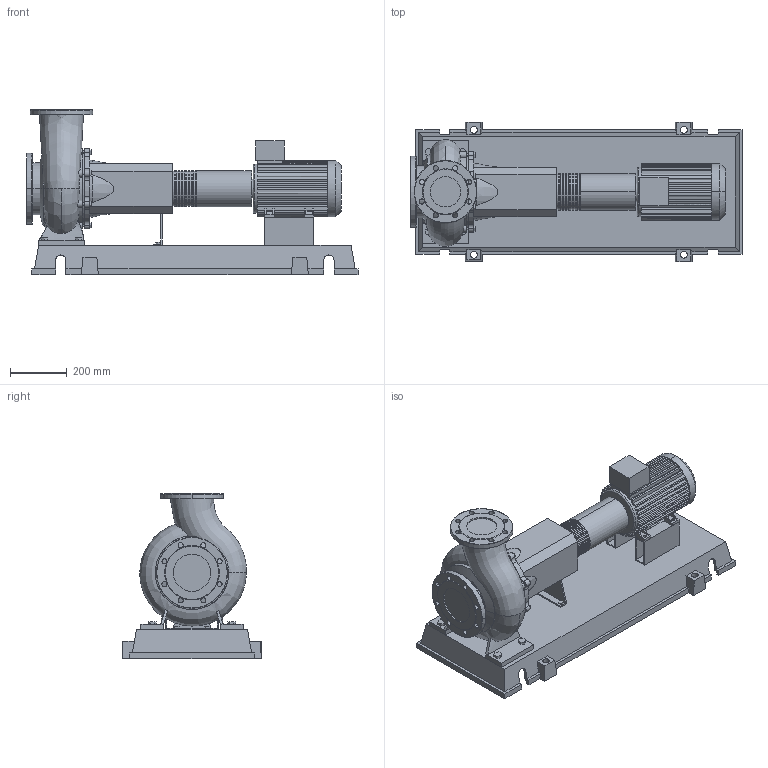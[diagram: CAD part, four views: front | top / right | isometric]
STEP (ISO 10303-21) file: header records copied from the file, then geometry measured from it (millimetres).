
FILE_DESCRIPTION((''),'2;1');
FILE_NAME('3d_NL100_200-2.2-4-12-4109319.stp','2015-03-03T07:21:48',(''),(''),'Mechanical Desktop 2009','Mechanical Desktop 2009',', , ');
FILE_SCHEMA(('CONFIG_CONTROL_DESIGN'));
Length unit declared in the file: millimetre
Products named in the file (1): Product
Bounding box: 1170 x 490 x 583 mm (x, y, z)
Volume: 49552351.9 mm3; surface area: 3484646.4 mm2
Topology: 13 solids, 13 shells, 874 faces, 2339 edges, 1539 vertices
Faces by surface type: plane 444, cylinder 245, bspline 157, cone 14, torus 14
Entity records: 31971 total; most frequent: CARTESIAN_POINT 9909, ORIENTED_EDGE 4680, DIRECTION 4419, EDGE_CURVE 2340, VERTEX_POINT 1538, VECTOR 1479, LINE 1479, AXIS2_PLACEMENT_3D 1470
